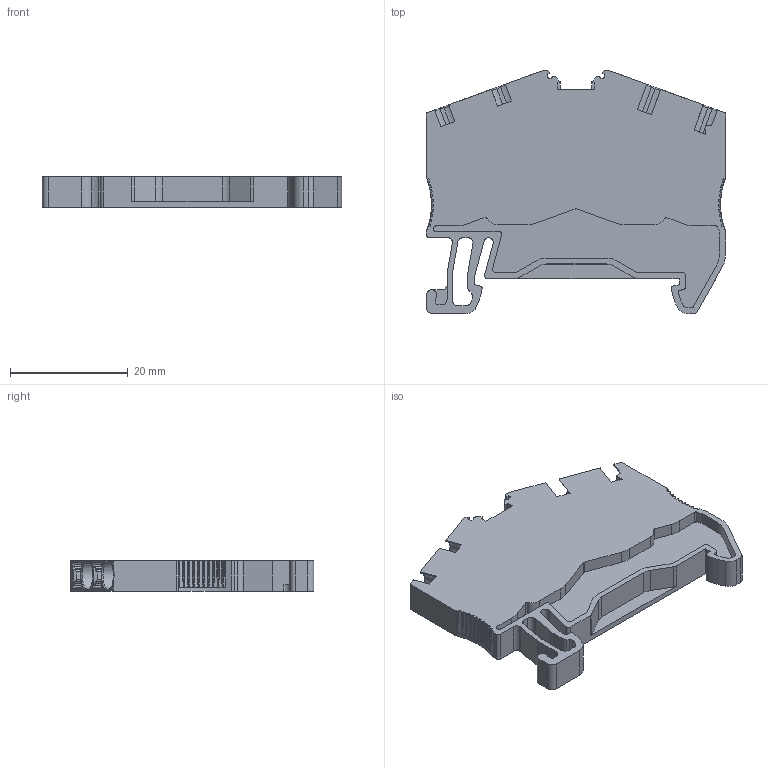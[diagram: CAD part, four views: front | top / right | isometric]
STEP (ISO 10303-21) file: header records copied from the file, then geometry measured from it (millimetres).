
FILE_DESCRIPTION(/* description */ (''),/* implementation_level */ '2;1');
FILE_NAME(/* name */ 'TPS2.5-4-GY.stp',/* time_stamp */ '2021-10-29T16:55:52+08:00',/* author */ (''),/* organization */ (''),/* preprocessor_version */ 'ST-DEVELOPER v16.7',/* originating_system */ 'SIEMENS PLM Software NX 12.0',/* authorisation */ '');
FILE_SCHEMA (('AUTOMOTIVE_DESIGN { 1 0 10303 214 3 1 1 1 }'));
Length unit declared in the file: millimetre
Products named in the file (1): SP0E542780qdwf
Bounding box: 50.9 x 41.38 x 5.2 mm (x, y, z)
Volume: 6373.7 mm3; surface area: 5495.5 mm2
Topology: 1 solids, 1 shells, 465 faces, 1355 edges, 898 vertices
Faces by surface type: plane 266, cylinder 171, cone 20, torus 8
Entity records: 15845 total; most frequent: CARTESIAN_POINT 3288, ORIENTED_EDGE 2710, DIRECTION 2596, EDGE_CURVE 1355, VERTEX_POINT 898, LINE 866, VECTOR 866, AXIS2_PLACEMENT_3D 865
